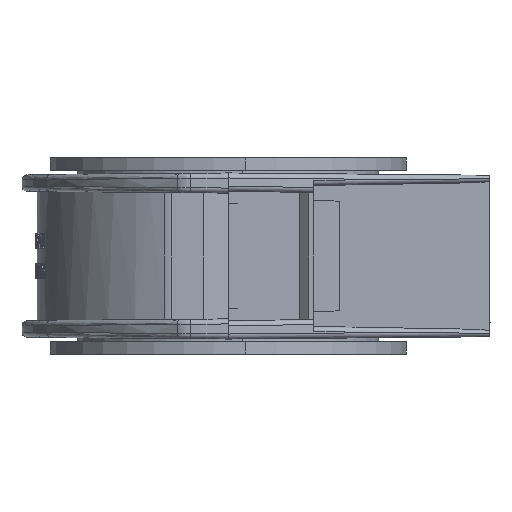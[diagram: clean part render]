
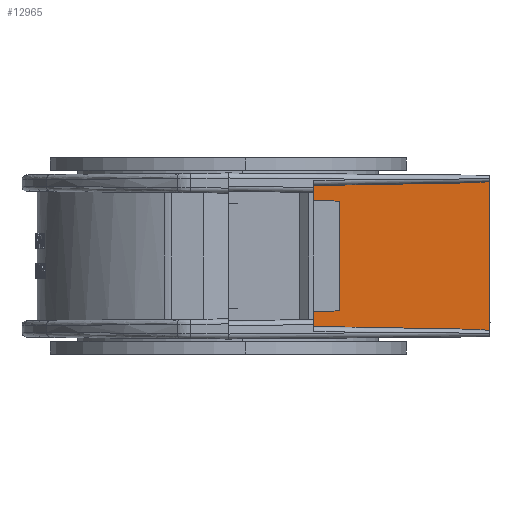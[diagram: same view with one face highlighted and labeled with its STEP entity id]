
A CAD part, left-side view. The second image highlights one B-rep face of the part: STEP entity #12965.
In plain terms, the highlighted planar face has unit normal (-1, 0, 0).
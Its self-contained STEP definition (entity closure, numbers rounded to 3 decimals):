
#999 = CARTESIAN_POINT ( 'NONE',  ( -34.7, 2.906, -14.56 ) ) ;
#3899 = CARTESIAN_POINT ( 'NONE',  ( -34.7, 2.906, 14.56 ) ) ;
#4758 = CARTESIAN_POINT ( 'NONE',  ( -34.7, 2.906, 14.56 ) ) ;
#5942 = EDGE_CURVE ( 'NONE', #31126, #52185, #31903, .T. ) ;
#6444 = CARTESIAN_POINT ( 'NONE',  ( -34.7, 1.8, -14.58 ) ) ;
#8235 = CARTESIAN_POINT ( 'NONE',  ( -34.7, 0., 14.903 ) ) ;
#10734 = CARTESIAN_POINT ( 'NONE',  ( -34.7, 0., -14.903 ) ) ;
#12177 = DIRECTION ( 'NONE',  ( 0., 1., 0.017 ) ) ;
#12549 = ORIENTED_EDGE ( 'NONE', *, *, #46695, .F. ) ;
#12965 = ADVANCED_FACE ( 'NONE', ( #25192 ), #36870, .F. ) ;
#13661 = DIRECTION ( 'NONE',  ( 0., 0., -1. ) ) ;
#14222 = VECTOR ( 'NONE', #45000, 1000. ) ;
#15076 = CARTESIAN_POINT ( 'NONE',  ( -34.7, 2.906, -14.56 ) ) ;
#17113 = LINE ( 'NONE', #37850, #51309 ) ;
#17275 = CARTESIAN_POINT ( 'NONE',  ( -34.7, 35., 14. ) ) ;
#19108 = ORIENTED_EDGE ( 'NONE', *, *, #34032, .F. ) ;
#20160 = EDGE_CURVE ( 'NONE', #52185, #27312, #17113, .T. ) ;
#21164 = VECTOR ( 'NONE', #39878, 1000. ) ;
#24267 = EDGE_CURVE ( 'NONE', #44231, #55321, #38708, .T. ) ;
#24270 = LINE ( 'NONE', #40674, #14222 ) ;
#25192 = FACE_OUTER_BOUND ( 'NONE', #32177, .T. ) ;
#25572 = VERTEX_POINT ( 'NONE', #17275 ) ;
#26732 = ORIENTED_EDGE ( 'NONE', *, *, #54794, .F. ) ;
#27312 = VERTEX_POINT ( 'NONE', #28313 ) ;
#28313 = CARTESIAN_POINT ( 'NONE',  ( -34.7, 35., -14. ) ) ;
#29167 = VECTOR ( 'NONE', #13661, 1000. ) ;
#29617 = CARTESIAN_POINT ( 'NONE',  ( -34.7, 0.78, 14.7 ) ) ;
#30695 = CARTESIAN_POINT ( 'NONE',  ( -34.7, 0., -14.903 ) ) ;
#30717 = CARTESIAN_POINT ( 'NONE',  ( -34.7, 0., 0. ) ) ;
#31126 = VERTEX_POINT ( 'NONE', #30695 ) ;
#31903 =( BOUNDED_CURVE ( )  B_SPLINE_CURVE ( 3, ( #10734, #36435, #6444, #15076 ),
 .UNSPECIFIED., .F., .F. ) 
 B_SPLINE_CURVE_WITH_KNOTS ( ( 4, 4 ),
 ( 3.929, 4.712 ),
 .UNSPECIFIED. ) 
 CURVE ( )  GEOMETRIC_REPRESENTATION_ITEM ( )  RATIONAL_B_SPLINE_CURVE ( ( 1., 0.949, 0.949, 1. ) ) 
 REPRESENTATION_ITEM ( '' )  );
#32034 = DIRECTION ( 'NONE',  ( 1., 0., 0. ) ) ;
#32177 = EDGE_LOOP ( 'NONE', ( #12549, #26732, #40199, #53239, #19108, #39005 ) ) ;
#32563 = LINE ( 'NONE', #48527, #21164 ) ;
#32567 = CARTESIAN_POINT ( 'NONE',  ( -34.7, 35., 15.082 ) ) ;
#34032 = EDGE_CURVE ( 'NONE', #55321, #31126, #40554, .T. ) ;
#36435 = CARTESIAN_POINT ( 'NONE',  ( -34.7, 0.78, -14.7 ) ) ;
#36870 = PLANE ( 'NONE',  #39359 ) ;
#37850 = CARTESIAN_POINT ( 'NONE',  ( -34.7, 2.713, -14.564 ) ) ;
#38708 =( BOUNDED_CURVE ( )  B_SPLINE_CURVE ( 3, ( #3899, #50970, #29617, #8235 ),
 .UNSPECIFIED., .F., .F. ) 
 B_SPLINE_CURVE_WITH_KNOTS ( ( 4, 4 ),
 ( 4.712, 5.496 ),
 .UNSPECIFIED. ) 
 CURVE ( )  GEOMETRIC_REPRESENTATION_ITEM ( )  RATIONAL_B_SPLINE_CURVE ( ( 1., 0.949, 0.949, 1. ) ) 
 REPRESENTATION_ITEM ( '' )  );
#39005 = ORIENTED_EDGE ( 'NONE', *, *, #24267, .F. ) ;
#39359 = AXIS2_PLACEMENT_3D ( 'NONE', #32567, #32034, #41188 ) ;
#39878 = DIRECTION ( 'NONE',  ( 0., -1., 0.017 ) ) ;
#40199 = ORIENTED_EDGE ( 'NONE', *, *, #20160, .F. ) ;
#40554 = LINE ( 'NONE', #30717, #29167 ) ;
#40674 = CARTESIAN_POINT ( 'NONE',  ( -34.7, 35., 0. ) ) ;
#41188 = DIRECTION ( 'NONE',  ( 0., -1., 0. ) ) ;
#43816 = CARTESIAN_POINT ( 'NONE',  ( -34.7, 0., 14.903 ) ) ;
#44231 = VERTEX_POINT ( 'NONE', #4758 ) ;
#45000 = DIRECTION ( 'NONE',  ( 0., 0., 1. ) ) ;
#46695 = EDGE_CURVE ( 'NONE', #25572, #44231, #32563, .T. ) ;
#48527 = CARTESIAN_POINT ( 'NONE',  ( -34.7, 35., 14. ) ) ;
#50970 = CARTESIAN_POINT ( 'NONE',  ( -34.7, 1.8, 14.58 ) ) ;
#51309 = VECTOR ( 'NONE', #12177, 1000. ) ;
#52185 = VERTEX_POINT ( 'NONE', #999 ) ;
#53239 = ORIENTED_EDGE ( 'NONE', *, *, #5942, .F. ) ;
#54794 = EDGE_CURVE ( 'NONE', #27312, #25572, #24270, .T. ) ;
#55321 = VERTEX_POINT ( 'NONE', #43816 ) ;
